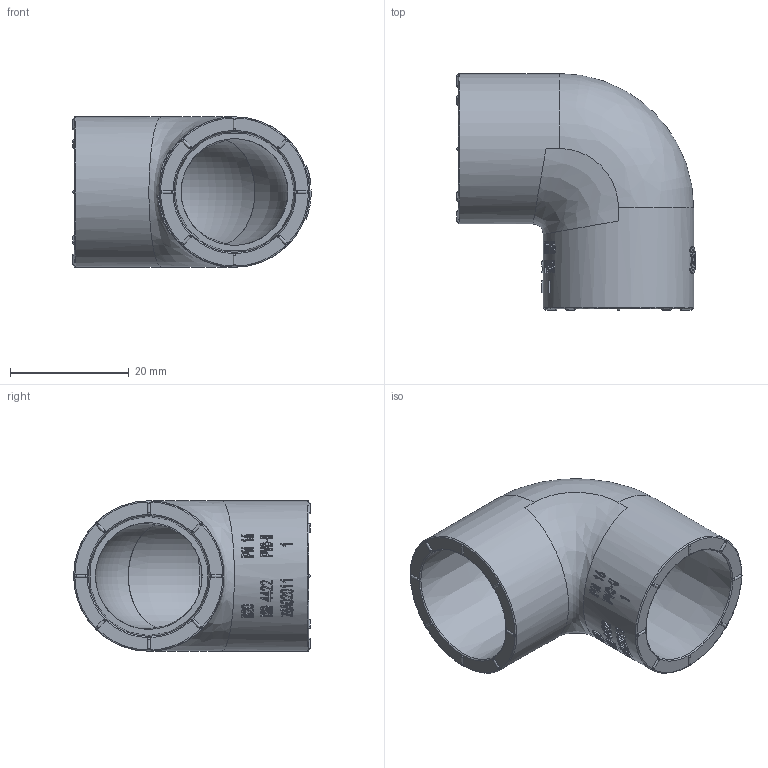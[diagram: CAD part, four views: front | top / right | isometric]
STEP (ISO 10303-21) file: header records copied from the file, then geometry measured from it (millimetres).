
FILE_DESCRIPTION(/* description */ (''),/* implementation_level */ '2;1');
FILE_NAME(/* name */ '20弯头90°.stp',/* time_stamp */ '2025-09-06T14:49:02+08:00',/* author */ (''),/* organization */ (''),/* preprocessor_version */ 'ST-DEVELOPER v16.7',/* originating_system */ 'SIEMENS PLM Software NX 12.0',/* authorisation */ '');
FILE_SCHEMA (('AUTOMOTIVE_DESIGN { 1 0 10303 214 3 1 1 1 }'));
Length unit declared in the file: millimetre
Products named in the file (1): Admi3FE060005c7s
Bounding box: 40.17 x 39.92 x 25.35 mm (x, y, z)
Volume: 10463.8 mm3; surface area: 7501.3 mm2
Topology: 1 solids, 1 shells, 356 faces, 927 edges, 587 vertices
Faces by surface type: plane 151, bspline 98, cylinder 65, sphere 32, torus 6, cone 4
Full cylindrical faces by diameter (mm): 25.35 x2
Entity records: 32262 total; most frequent: CARTESIAN_POINT 25187, ORIENTED_EDGE 1728, DIRECTION 920, EDGE_CURVE 864, B_SPLINE_CURVE_WITH_KNOTS 604, VERTEX_POINT 579, EDGE_LOOP 427, AXIS2_PLACEMENT_3D 401
